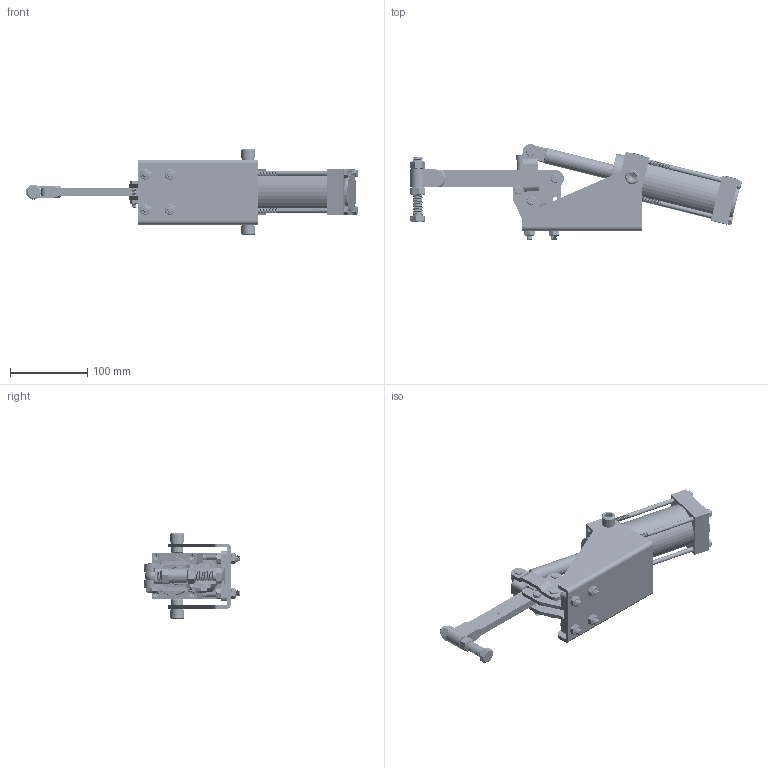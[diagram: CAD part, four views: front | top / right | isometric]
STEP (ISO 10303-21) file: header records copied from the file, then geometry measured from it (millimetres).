
FILE_DESCRIPTION (( 'STEP AP203' ), '1' );
FILE_NAME ('CH-10249-A.STEP', '2017-12-05T07:00:56', ( 'Windows' ), ( 'Microsoft' ), 'SwSTEP 2.0', 'SolidWorks 2015', '' );
FILE_SCHEMA (( 'CONFIG_CONTROL_DESIGN' ));
Length unit declared in the file: millimetre
Products named in the file (24): CH-SA-12300; M8; Air cylinder-2; M8-1; M6-30; CH-10247-07; CH-10249-A SOLID BAR_默认<按加工>; M6; CH-10247-08; 錨璃2; 10247-05; CH-10247-A-03; CH-10249-A; Air cylinder-1; M12; CH-10247-A-04; 20Rivet; CH-10247-A-01; CH-10247-09; 3~8Nut; CH-12147-01; 12300Nut; Air cylinder-3; C-10247-A-05
Assembly tree (40 placements, depth 2):
  CH-10249-A
    CH-10247-A-01
    CH-12147-01
    C-10247-A-05
    Air cylinder-2
    CH-10247-07  x2
    CH-10247-08
    CH-10247-A-03  x2
    M12  x2
    20Rivet  x2
    3~8Nut  x2
    Air cylinder-3  x4
    M8  x4
    M6-30
    M6
    10247-05
    Air cylinder-1
    CH-10247-A-04
    CH-10247-09  x2
    12300Nut  x2
    CH-SA-12300
    M8-1  x4
    CH-10249-A SOLID BAR_默认<按加工>
    錨璃2  x2
Bounding box: 428.7 x 123.93 x 112 mm (x, y, z)
Volume: 767236.9 mm3; surface area: 239161.5 mm2
Topology: 45 solids, 45 shells, 2251 faces, 6123 edges, 4022 vertices
Faces by surface type: cylinder 1262, plane 533, bspline 231, cone 189, torus 34, sphere 2
Entity records: 87154 total; most frequent: CARTESIAN_POINT 49046, ORIENTED_EDGE 8582, DIRECTION 5906, EDGE_CURVE 4291, VERTEX_POINT 2829, AXIS2_PLACEMENT_3D 2015, LINE 1876, VECTOR 1876
